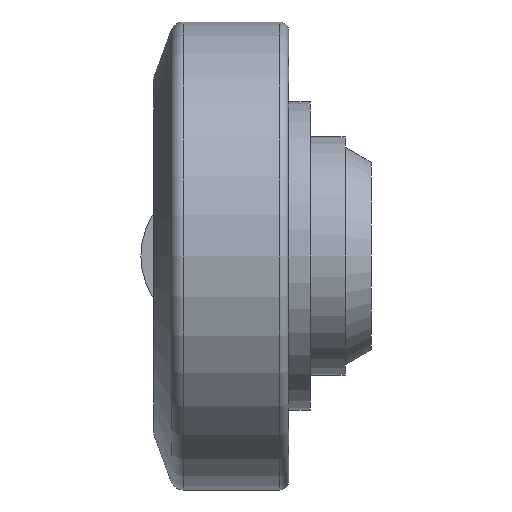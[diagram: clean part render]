
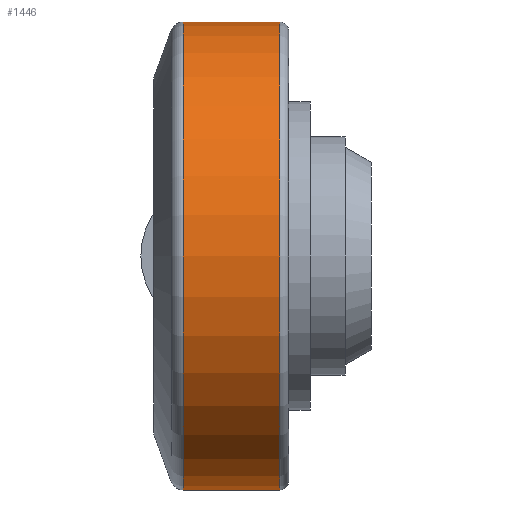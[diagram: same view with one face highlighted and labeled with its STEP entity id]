
A CAD part, front view. The second image highlights one B-rep face of the part: STEP entity #1446.
In plain terms, the highlighted cylindrical face has radius 53.85 mm (diameter 107.7 mm), a partial arc.
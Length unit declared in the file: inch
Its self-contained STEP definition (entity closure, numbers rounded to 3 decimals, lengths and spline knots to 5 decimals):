
#191 = VERTEX_POINT ( 'NONE', #2540 ) ;
#257 = DIRECTION ( 'NONE',  ( 0., 0., 1. ) ) ;
#267 = AXIS2_PLACEMENT_3D ( 'NONE', #2251, #2432, #511 ) ;
#424 = EDGE_CURVE ( 'NONE', #1362, #1258, #938, .T. ) ;
#444 = CARTESIAN_POINT ( 'NONE',  ( 0.50351, 0., -2.12008 ) ) ;
#497 = CYLINDRICAL_SURFACE ( 'NONE', #267, 2.12008 ) ;
#511 = DIRECTION ( 'NONE',  ( 0., 0., 1. ) ) ;
#547 = CARTESIAN_POINT ( 'NONE',  ( 1.37841, 0., 0. ) ) ;
#618 = CIRCLE ( 'NONE', #2138, 2.12008 ) ;
#629 = DIRECTION ( 'NONE',  ( 1., 0., 0. ) ) ;
#657 = CARTESIAN_POINT ( 'NONE',  ( 0.50351, 0., 0. ) ) ;
#816 = CARTESIAN_POINT ( 'NONE',  ( 2.20518, 0., 2.12008 ) ) ;
#938 = LINE ( 'NONE', #1640, #2233 ) ;
#973 = DIRECTION ( 'NONE',  ( 0., 0., 1. ) ) ;
#1010 = LINE ( 'NONE', #816, #1610 ) ;
#1083 = EDGE_LOOP ( 'NONE', ( #1179, #1122, #1148, #1178 ) ) ;
#1122 = ORIENTED_EDGE ( 'NONE', *, *, #424, .T. ) ;
#1148 = ORIENTED_EDGE ( 'NONE', *, *, #1628, .F. ) ;
#1178 = ORIENTED_EDGE ( 'NONE', *, *, #1892, .F. ) ;
#1179 = ORIENTED_EDGE ( 'NONE', *, *, #2506, .T. ) ;
#1258 = VERTEX_POINT ( 'NONE', #2146 ) ;
#1362 = VERTEX_POINT ( 'NONE', #444 ) ;
#1433 = AXIS2_PLACEMENT_3D ( 'NONE', #547, #1721, #973 ) ;
#1445 = DIRECTION ( 'NONE',  ( 1., 0., 0. ) ) ;
#1446 = ADVANCED_FACE ( 'NONE', ( #2043 ), #497, .T. ) ;
#1493 = VERTEX_POINT ( 'NONE', #2086 ) ;
#1610 = VECTOR ( 'NONE', #2391, 39.37008 ) ;
#1628 = EDGE_CURVE ( 'NONE', #191, #1258, #1891, .T. ) ;
#1640 = CARTESIAN_POINT ( 'NONE',  ( 2.20518, 0., -2.12008 ) ) ;
#1721 = DIRECTION ( 'NONE',  ( 1., 0., 0. ) ) ;
#1891 = CIRCLE ( 'NONE', #1433, 2.12008 ) ;
#1892 = EDGE_CURVE ( 'NONE', #1493, #191, #1010, .T. ) ;
#2043 = FACE_OUTER_BOUND ( 'NONE', #1083, .T. ) ;
#2086 = CARTESIAN_POINT ( 'NONE',  ( 0.50351, 0., 2.12008 ) ) ;
#2138 = AXIS2_PLACEMENT_3D ( 'NONE', #657, #1445, #257 ) ;
#2146 = CARTESIAN_POINT ( 'NONE',  ( 1.37841, 0., -2.12008 ) ) ;
#2233 = VECTOR ( 'NONE', #629, 39.37008 ) ;
#2251 = CARTESIAN_POINT ( 'NONE',  ( 2.20518, 0., 0. ) ) ;
#2391 = DIRECTION ( 'NONE',  ( 1., 0., 0. ) ) ;
#2432 = DIRECTION ( 'NONE',  ( 1., 0., 0. ) ) ;
#2506 = EDGE_CURVE ( 'NONE', #1493, #1362, #618, .T. ) ;
#2540 = CARTESIAN_POINT ( 'NONE',  ( 1.37841, 0., 2.12008 ) ) ;
